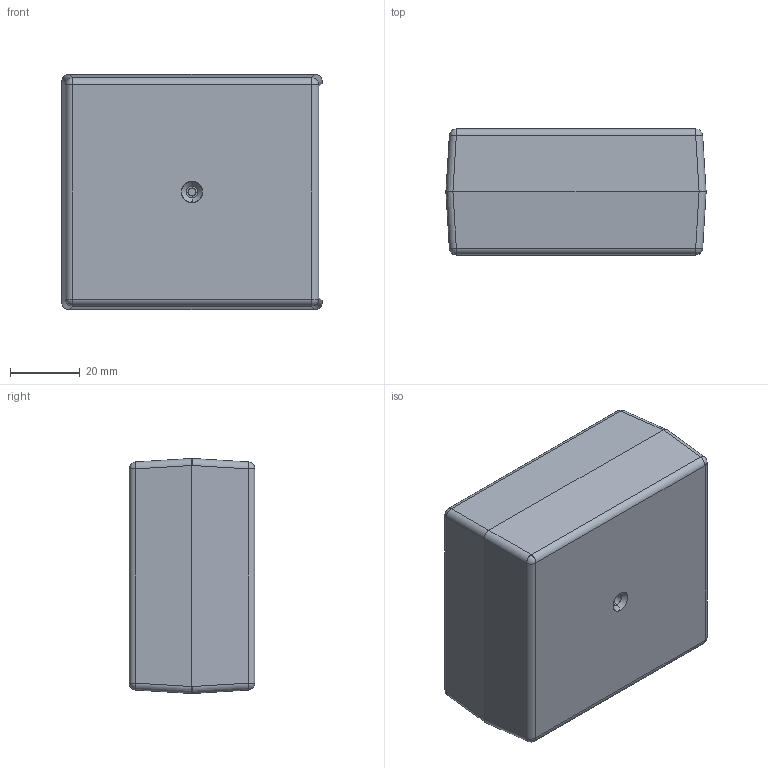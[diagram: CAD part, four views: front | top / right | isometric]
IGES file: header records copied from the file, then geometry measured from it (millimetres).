
Start section: SolidWorks IGES file using analytic representation for surfaces
Global section: file name: KMz 60.IGS; native system: SolidWorks 2009; preprocessor: SolidWorks 2009; author: user; date: 091128.134434; units: millimetre
Bounding box: 74.5 x 36 x 67.3 mm (x, y, z)
Surface area: 39323.9 mm2 (no closed solid volume)
Topology: 0 solids, 0 shells, 194 faces, 2312 edges, 2308 vertices
Faces by surface type: bspline 124, revolution 70
